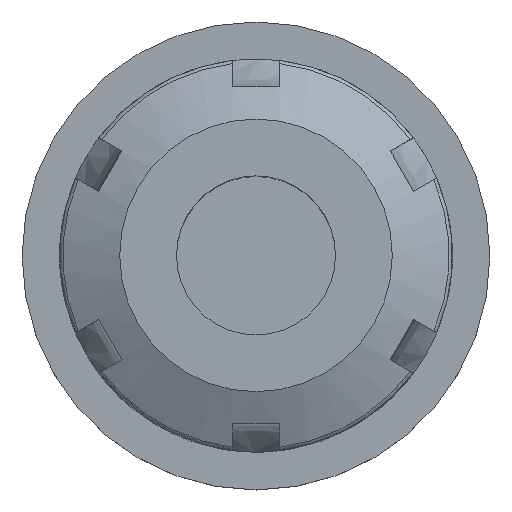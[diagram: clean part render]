
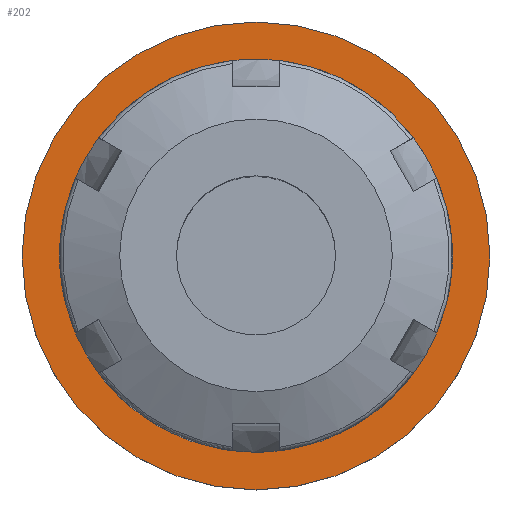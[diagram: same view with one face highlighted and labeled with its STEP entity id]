
A CAD part, top view. The second image highlights one B-rep face of the part: STEP entity #202.
In plain terms, the highlighted planar face has unit normal (0, 0, 1).
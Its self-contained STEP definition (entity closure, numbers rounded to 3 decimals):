
#202=ADVANCED_FACE('',(#280,#281),#249,.F.);
#249=PLANE('',#803);
#280=FACE_BOUND('',#312,.T.);
#281=FACE_BOUND('',#313,.T.);
#312=EDGE_LOOP('',(#376));
#313=EDGE_LOOP('',(#377));
#376=ORIENTED_EDGE('',*,*,#663,.F.);
#377=ORIENTED_EDGE('',*,*,#662,.T.);
#586=VERTEX_POINT('',#1044);
#587=VERTEX_POINT('',#1047);
#662=EDGE_CURVE('',#586,#586,#768,.T.);
#663=EDGE_CURVE('',#587,#587,#769,.T.);
#768=CIRCLE('',#800,20.);
#769=CIRCLE('',#802,25.);
#800=AXIS2_PLACEMENT_3D('',#1043,#881,#882);
#802=AXIS2_PLACEMENT_3D('',#1046,#885,#886);
#803=AXIS2_PLACEMENT_3D('',#1048,#887,#888);
#881=DIRECTION('',(0.,0.,-1.));
#882=DIRECTION('',(0.,-1.,0.));
#885=DIRECTION('',(0.,0.,-1.));
#886=DIRECTION('',(0.,-1.,0.));
#887=DIRECTION('',(0.,0.,-1.));
#888=DIRECTION('',(0.,1.,0.));
#1043=CARTESIAN_POINT('',(0.,0.,6.));
#1044=CARTESIAN_POINT('',(0.,-20.,6.));
#1046=CARTESIAN_POINT('',(0.,0.,6.));
#1047=CARTESIAN_POINT('',(0.,-25.,6.));
#1048=CARTESIAN_POINT('',(0.,-20.,6.));
